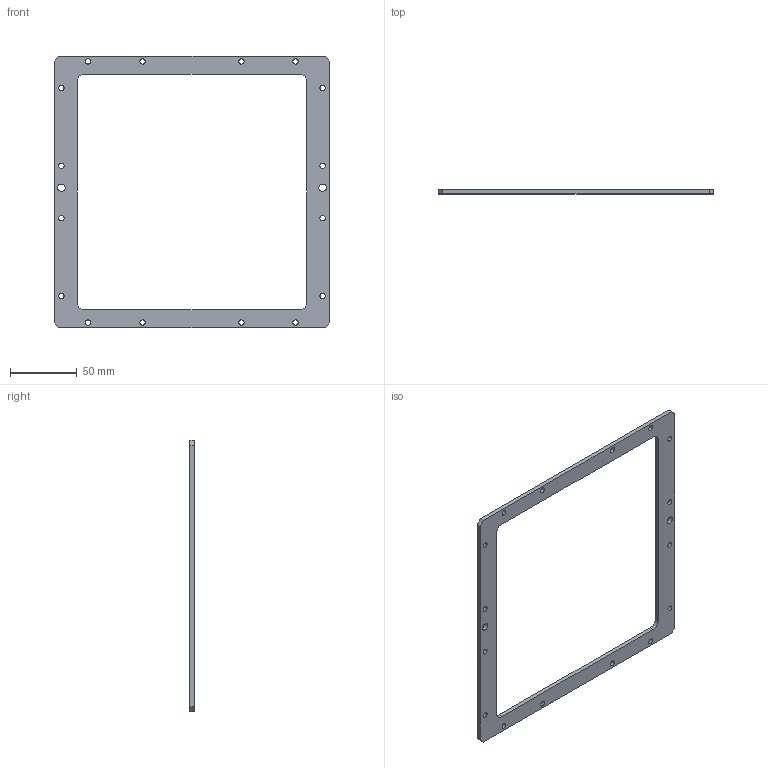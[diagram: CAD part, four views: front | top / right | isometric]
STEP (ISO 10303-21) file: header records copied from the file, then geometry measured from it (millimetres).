
FILE_DESCRIPTION(/* description */ (''),/* implementation_level */ '2;1');
FILE_NAME(/* name */ '1006350A-exact-GASKET, RETAINED.step',/* time_stamp */ '2019-06-15T09:27:56-05:00',/* author */ (''),/* organization */ (''),/* preprocessor_version */ 'ST-DEVELOPER v18',/* originating_system */ 'Autodesk Translation Framework v8.2.0.1029',/* authorisation */ '');
FILE_SCHEMA (('AUTOMOTIVE_DESIGN { 1 0 10303 214 3 1 1 }'));
Length unit declared in the file: inch
Products named in the file (2): 1006350A-exact-GASKET, RETAINED; 1006350A
Assembly tree (1 placements, depth 2):
  1006350A-exact-GASKET, RETAINED
    1006350A
Bounding box: 206.35 x 3.17 x 203.2 mm (x, y, z)
Volume: 36156.1 mm3; surface area: 28292.9 mm2
Topology: 1 solids, 1 shells, 36 faces, 120 edges, 86 vertices
Faces by surface type: cylinder 22, plane 14
Full cylindrical faces by diameter (mm): 4.089 x16, 5.537 x2
Entity records: 1508 total; most frequent: DIRECTION 260, CARTESIAN_POINT 245, ORIENTED_EDGE 240, EDGE_CURVE 120, AXIS2_PLACEMENT_3D 101, VERTEX_POINT 86, EDGE_LOOP 74, CIRCLE 62
